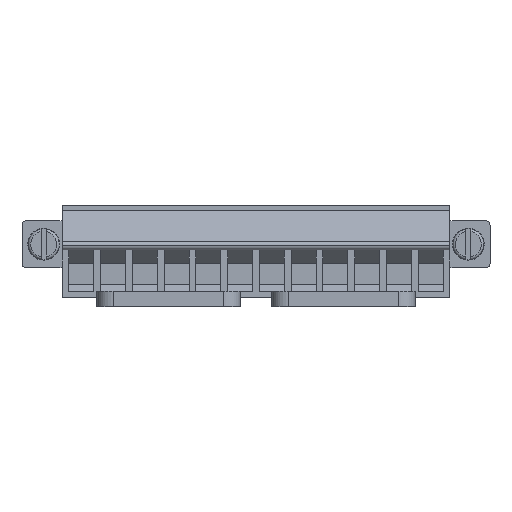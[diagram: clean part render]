
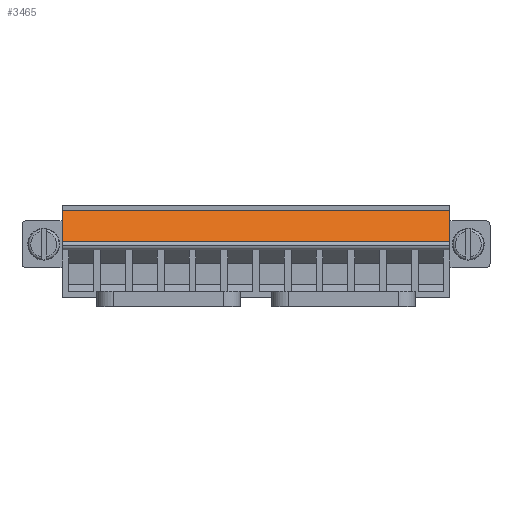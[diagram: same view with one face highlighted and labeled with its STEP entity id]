
A CAD part, top view. The second image highlights one B-rep face of the part: STEP entity #3465.
In plain terms, the highlighted planar face has unit normal (0, 0.359, 0.933).
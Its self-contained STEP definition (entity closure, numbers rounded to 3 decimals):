
#3452=AXIS2_PLACEMENT_3D('Plane Axis2P3D',#3449,#3450,#3451) ;
#3260=CARTESIAN_POINT('Vertex',(4.8,7.83,14.85)) ;
#3263=CARTESIAN_POINT('Line Origine',(4.8,9.715,14.125)) ;
#3267=CARTESIAN_POINT('Vertex',(4.8,11.6,13.4)) ;
#3354=CARTESIAN_POINT('Vertex',(51.31,11.6,13.4)) ;
#3357=CARTESIAN_POINT('Line Origine',(51.31,9.715,14.125)) ;
#3361=CARTESIAN_POINT('Vertex',(51.31,7.83,14.85)) ;
#3437=CARTESIAN_POINT('Line Origine',(28.055,11.6,13.4)) ;
#3449=CARTESIAN_POINT('Axis2P3D Location',(4.8,7.83,14.85)) ;
#3454=CARTESIAN_POINT('Line Origine',(28.055,7.83,14.85)) ;
#3264=DIRECTION('Vector Direction',(0.,0.933,-0.359)) ;
#3358=DIRECTION('Vector Direction',(0.,0.933,-0.359)) ;
#3438=DIRECTION('Vector Direction',(1.,0.,0.)) ;
#3450=DIRECTION('Axis2P3D Direction',(0.,-0.359,-0.933)) ;
#3451=DIRECTION('Axis2P3D XDirection',(0.,0.933,-0.359)) ;
#3455=DIRECTION('Vector Direction',(1.,0.,0.)) ;
#3265=VECTOR('Line Direction',#3264,1.) ;
#3359=VECTOR('Line Direction',#3358,1.) ;
#3439=VECTOR('Line Direction',#3438,1.) ;
#3456=VECTOR('Line Direction',#3455,1.) ;
#3460=ORIENTED_EDGE('',*,*,#3363,.T.) ;
#3461=ORIENTED_EDGE('',*,*,#3441,.F.) ;
#3462=ORIENTED_EDGE('',*,*,#3269,.T.) ;
#3463=ORIENTED_EDGE('',*,*,#3458,.T.) ;
#3465=ADVANCED_FACE('HOUSING',(#3464),#3453,.F.) ;
#3269=EDGE_CURVE('',#3268,#3261,#3266,.F.) ;
#3363=EDGE_CURVE('',#3362,#3355,#3360,.T.) ;
#3441=EDGE_CURVE('',#3268,#3355,#3440,.T.) ;
#3458=EDGE_CURVE('',#3261,#3362,#3457,.T.) ;
#3459=EDGE_LOOP('',(#3460,#3461,#3462,#3463)) ;
#3464=FACE_OUTER_BOUND('',#3459,.T.) ;
#3266=LINE('Line',#3263,#3265) ;
#3360=LINE('Line',#3357,#3359) ;
#3440=LINE('Line',#3437,#3439) ;
#3457=LINE('Line',#3454,#3456) ;
#3453=PLANE('',#3452) ;
#3261=VERTEX_POINT('',#3260) ;
#3268=VERTEX_POINT('',#3267) ;
#3355=VERTEX_POINT('',#3354) ;
#3362=VERTEX_POINT('',#3361) ;
